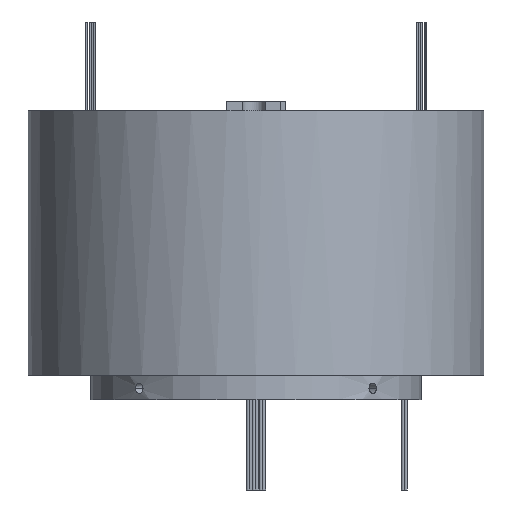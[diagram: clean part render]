
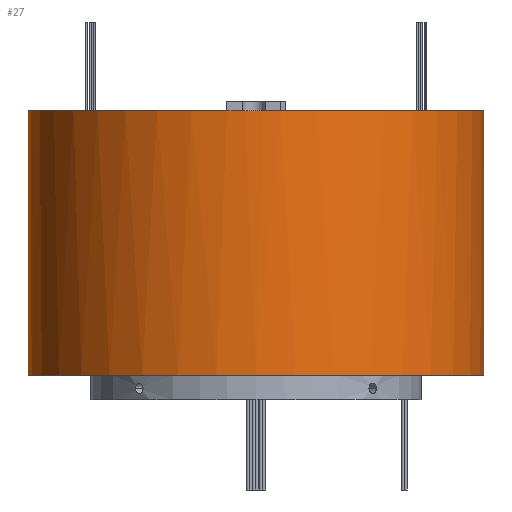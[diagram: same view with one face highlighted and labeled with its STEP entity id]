
A CAD part, front view. The second image highlights one B-rep face of the part: STEP entity #27.
In plain terms, the highlighted cylindrical face has radius 149 mm (diameter 298 mm), a partial arc.
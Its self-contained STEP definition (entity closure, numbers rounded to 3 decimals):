
#27 = ADVANCED_FACE ( 'NONE', ( #1926 ), #4612, .T. ) ;
#124 = CARTESIAN_POINT ( 'NONE',  ( 0., 0., 16. ) ) ;
#135 = LINE ( 'NONE', #6007, #1569 ) ;
#300 = EDGE_CURVE ( 'NONE', #6305, #6163, #2266, .T. ) ;
#418 = DIRECTION ( 'NONE',  ( 1., 0., 0. ) ) ;
#504 = CARTESIAN_POINT ( 'NONE',  ( 0., 0., 189. ) ) ;
#678 = DIRECTION ( 'NONE',  ( 1., 0., 0. ) ) ;
#1052 = DIRECTION ( 'NONE',  ( 1., 0., 0. ) ) ;
#1336 = ORIENTED_EDGE ( 'NONE', *, *, #3728, .F. ) ;
#1393 = DIRECTION ( 'NONE',  ( 0., 0., -1. ) ) ;
#1569 = VECTOR ( 'NONE', #3319, 1000. ) ;
#1621 = CARTESIAN_POINT ( 'NONE',  ( -149., 0., 189. ) ) ;
#1870 = EDGE_CURVE ( 'NONE', #5267, #3605, #135, .T. ) ;
#1915 = ORIENTED_EDGE ( 'NONE', *, *, #6972, .F. ) ;
#1926 = FACE_OUTER_BOUND ( 'NONE', #2278, .T. ) ;
#2266 = CIRCLE ( 'NONE', #3806, 149. ) ;
#2278 = EDGE_LOOP ( 'NONE', ( #3612, #1336, #5722, #1915, #4628, #5473 ) ) ;
#2375 = DIRECTION ( 'NONE',  ( 0., 0., 1. ) ) ;
#2384 = LINE ( 'NONE', #4607, #6517 ) ;
#2503 = EDGE_CURVE ( 'NONE', #2645, #3605, #2705, .T. ) ;
#2645 = VERTEX_POINT ( 'NONE', #6707 ) ;
#2705 = CIRCLE ( 'NONE', #4742, 149. ) ;
#3082 = DIRECTION ( 'NONE',  ( -1., 0., 0. ) ) ;
#3127 = CIRCLE ( 'NONE', #3665, 149. ) ;
#3319 = DIRECTION ( 'NONE',  ( 0., 0., -1. ) ) ;
#3605 = VERTEX_POINT ( 'NONE', #5696 ) ;
#3612 = ORIENTED_EDGE ( 'NONE', *, *, #1870, .F. ) ;
#3652 = DIRECTION ( 'NONE',  ( 0., 0., 1. ) ) ;
#3665 = AXIS2_PLACEMENT_3D ( 'NONE', #504, #4241, #1052 ) ;
#3728 = EDGE_CURVE ( 'NONE', #6163, #5267, #5813, .T. ) ;
#3806 = AXIS2_PLACEMENT_3D ( 'NONE', #5593, #2375, #6140 ) ;
#3882 = DIRECTION ( 'NONE',  ( 0., 0., 1. ) ) ;
#4241 = DIRECTION ( 'NONE',  ( 0., 0., 1. ) ) ;
#4490 = CARTESIAN_POINT ( 'NONE',  ( 16., -148.138, 189. ) ) ;
#4607 = CARTESIAN_POINT ( 'NONE',  ( -149., 0., 189. ) ) ;
#4612 = CYLINDRICAL_SURFACE ( 'NONE', #5391, 149. ) ;
#4628 = ORIENTED_EDGE ( 'NONE', *, *, #6289, .T. ) ;
#4647 = CARTESIAN_POINT ( 'NONE',  ( 149., 0., 189. ) ) ;
#4680 = CARTESIAN_POINT ( 'NONE',  ( 0., 0., 189. ) ) ;
#4712 = VERTEX_POINT ( 'NONE', #1621 ) ;
#4742 = AXIS2_PLACEMENT_3D ( 'NONE', #124, #3882, #678 ) ;
#5155 = CARTESIAN_POINT ( 'NONE',  ( -19., -147.784, 189. ) ) ;
#5228 = DIRECTION ( 'NONE',  ( 0., 0., -1. ) ) ;
#5267 = VERTEX_POINT ( 'NONE', #4647 ) ;
#5391 = AXIS2_PLACEMENT_3D ( 'NONE', #4680, #5228, #3082 ) ;
#5473 = ORIENTED_EDGE ( 'NONE', *, *, #2503, .T. ) ;
#5593 = CARTESIAN_POINT ( 'NONE',  ( 0., 0., 189. ) ) ;
#5696 = CARTESIAN_POINT ( 'NONE',  ( 149., 0., 16. ) ) ;
#5722 = ORIENTED_EDGE ( 'NONE', *, *, #300, .F. ) ;
#5813 = CIRCLE ( 'NONE', #5897, 149. ) ;
#5897 = AXIS2_PLACEMENT_3D ( 'NONE', #6868, #3652, #418 ) ;
#6007 = CARTESIAN_POINT ( 'NONE',  ( 149., 0., 189. ) ) ;
#6140 = DIRECTION ( 'NONE',  ( 1., 0., 0. ) ) ;
#6163 = VERTEX_POINT ( 'NONE', #4490 ) ;
#6289 = EDGE_CURVE ( 'NONE', #4712, #2645, #2384, .T. ) ;
#6305 = VERTEX_POINT ( 'NONE', #5155 ) ;
#6517 = VECTOR ( 'NONE', #1393, 1000. ) ;
#6707 = CARTESIAN_POINT ( 'NONE',  ( -149., 0., 16. ) ) ;
#6868 = CARTESIAN_POINT ( 'NONE',  ( 0., 0., 189. ) ) ;
#6972 = EDGE_CURVE ( 'NONE', #4712, #6305, #3127, .T. ) ;
